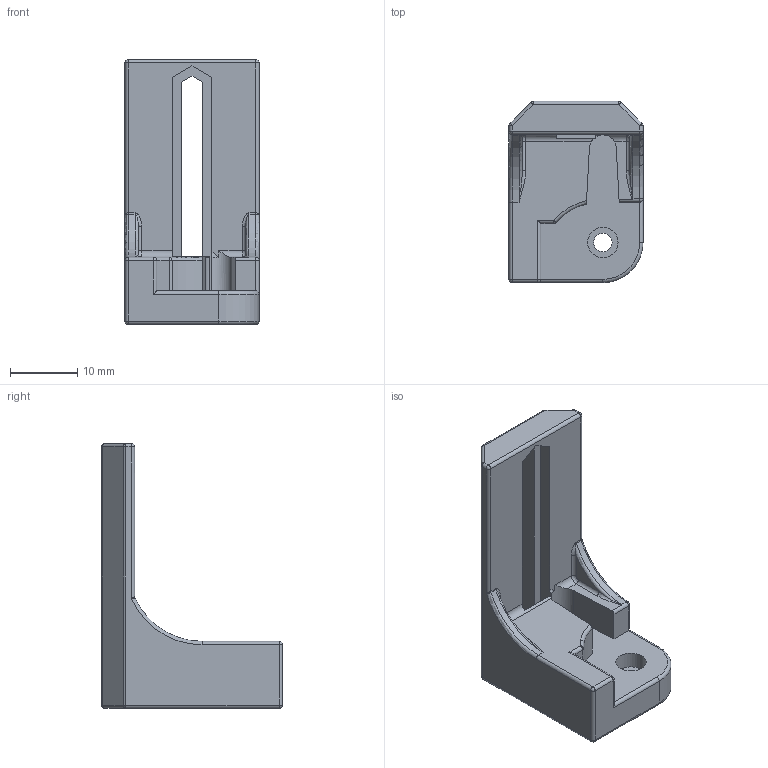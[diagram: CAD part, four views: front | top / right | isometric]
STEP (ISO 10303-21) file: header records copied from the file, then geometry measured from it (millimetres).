
FILE_DESCRIPTION(/* description */ (''),/* implementation_level */ '2;1');
FILE_NAME(/* name */ 'Arm.step',/* time_stamp */ '2022-09-08T22:03:56-05:00',/* author */ (''),/* organization */ (''),/* preprocessor_version */ 'ST-DEVELOPER v19',/* originating_system */ 'Autodesk Translation Framework v11.7.0.108',/* authorisation */ '');
FILE_SCHEMA (('AUTOMOTIVE_DESIGN { 1 0 10303 214 3 1 1 }'));
Length unit declared in the file: millimetre
Products named in the file (2): arm; Arm_1
Assembly tree (1 placements, depth 2):
  arm
    Arm_1
Bounding box: 20 x 27 x 39.5 mm (x, y, z)
Volume: 5983.8 mm3; surface area: 3667 mm2
Topology: 1 solids, 1 shells, 112 faces, 260 edges, 148 vertices
Faces by surface type: cylinder 48, plane 32, sphere 15, bspline 9, torus 8
Full cylindrical faces by diameter (mm): 2.75 x1, 4.5 x1, 4.55 x1
Entity records: 3444 total; most frequent: CARTESIAN_POINT 861, DIRECTION 554, ORIENTED_EDGE 512, EDGE_CURVE 256, AXIS2_PLACEMENT_3D 211, VERTEX_POINT 148, LINE 132, VECTOR 132
